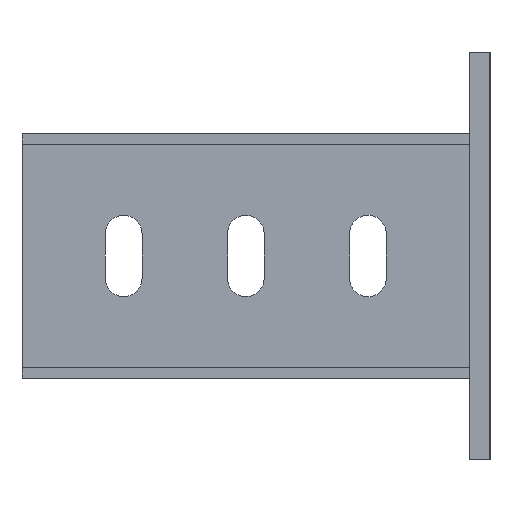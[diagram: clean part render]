
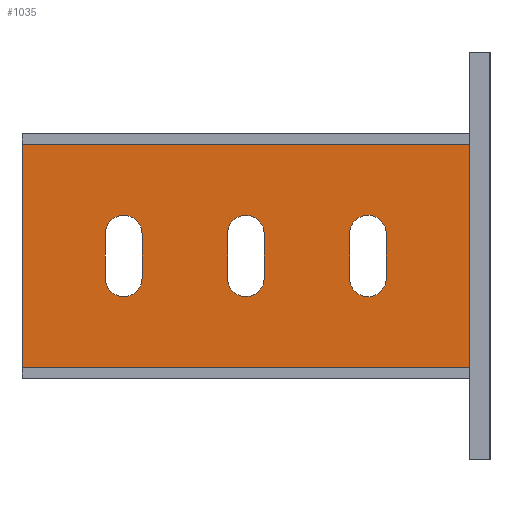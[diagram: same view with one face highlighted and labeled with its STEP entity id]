
A CAD part, left-side view. The second image highlights one B-rep face of the part: STEP entity #1035.
In plain terms, the highlighted planar face has unit normal (-1, 0, 0).
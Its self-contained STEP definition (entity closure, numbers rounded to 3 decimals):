
#26 = CARTESIAN_POINT ( 'NONE',  ( 17.5, 85.5, -5.5 ) ) ;
#32 = LINE ( 'NONE', #1139, #1774 ) ;
#43 = PLANE ( 'NONE',  #2033 ) ;
#76 = DIRECTION ( 'NONE',  ( 0., 0., -1. ) ) ;
#78 = DIRECTION ( 'NONE',  ( 0., 0., -1. ) ) ;
#88 = ORIENTED_EDGE ( 'NONE', *, *, #2329, .F. ) ;
#96 = CARTESIAN_POINT ( 'NONE',  ( 17.5, 55.5, 5.5 ) ) ;
#124 = ORIENTED_EDGE ( 'NONE', *, *, #1547, .F. ) ;
#126 = AXIS2_PLACEMENT_3D ( 'NONE', #1815, #756, #1995 ) ;
#156 = DIRECTION ( 'NONE',  ( 0., -1., 0. ) ) ;
#183 = CIRCLE ( 'NONE', #126, 4.5 ) ;
#194 = FACE_BOUND ( 'NONE', #930, .T. ) ;
#227 = DIRECTION ( 'NONE',  ( 0., 0., -1. ) ) ;
#233 = VERTEX_POINT ( 'NONE', #312 ) ;
#266 = CARTESIAN_POINT ( 'NONE',  ( 17.5, 30., -5.5 ) ) ;
#268 = CIRCLE ( 'NONE', #362, 4.5 ) ;
#291 = VERTEX_POINT ( 'NONE', #1923 ) ;
#300 = CIRCLE ( 'NONE', #638, 4.5 ) ;
#312 = CARTESIAN_POINT ( 'NONE',  ( 17.5, 5., -27.5 ) ) ;
#353 = VECTOR ( 'NONE', #419, 1000. ) ;
#362 = AXIS2_PLACEMENT_3D ( 'NONE', #2215, #1150, #76 ) ;
#370 = ORIENTED_EDGE ( 'NONE', *, *, #633, .T. ) ;
#397 = CARTESIAN_POINT ( 'NONE',  ( 17.5, 115., -27.5 ) ) ;
#415 = CARTESIAN_POINT ( 'NONE',  ( 17.5, 34.5, 5.5 ) ) ;
#416 = CARTESIAN_POINT ( 'NONE',  ( 17.5, 64.5, 5.5 ) ) ;
#419 = DIRECTION ( 'NONE',  ( 0., 0., 1. ) ) ;
#446 = LINE ( 'NONE', #1875, #2292 ) ;
#448 = DIRECTION ( 'NONE',  ( 0., 0., -1. ) ) ;
#455 = VERTEX_POINT ( 'NONE', #669 ) ;
#470 = DIRECTION ( 'NONE',  ( -1., 0., 0. ) ) ;
#478 = VECTOR ( 'NONE', #78, 1000. ) ;
#489 = CARTESIAN_POINT ( 'NONE',  ( 17.5, 90., 5.5 ) ) ;
#509 = ORIENTED_EDGE ( 'NONE', *, *, #1868, .F. ) ;
#530 = DIRECTION ( 'NONE',  ( 0., 0., 1. ) ) ;
#543 = EDGE_CURVE ( 'NONE', #1037, #1248, #1888, .T. ) ;
#554 = VERTEX_POINT ( 'NONE', #415 ) ;
#556 = LINE ( 'NONE', #416, #1565 ) ;
#582 = CARTESIAN_POINT ( 'NONE',  ( 17.5, 115., -27.5 ) ) ;
#588 = VERTEX_POINT ( 'NONE', #1837 ) ;
#628 = EDGE_CURVE ( 'NONE', #1612, #1517, #32, .T. ) ;
#633 = EDGE_CURVE ( 'NONE', #233, #1926, #843, .T. ) ;
#638 = AXIS2_PLACEMENT_3D ( 'NONE', #266, #1510, #448 ) ;
#645 = VECTOR ( 'NONE', #530, 1000. ) ;
#656 = VERTEX_POINT ( 'NONE', #2031 ) ;
#665 = EDGE_LOOP ( 'NONE', ( #370, #124, #2326, #1310 ) ) ;
#669 = CARTESIAN_POINT ( 'NONE',  ( 17.5, 94.5, -5.5 ) ) ;
#671 = DIRECTION ( 'NONE',  ( 0., 0., -1. ) ) ;
#673 = EDGE_CURVE ( 'NONE', #1946, #588, #1305, .T. ) ;
#746 = EDGE_CURVE ( 'NONE', #455, #975, #183, .T. ) ;
#756 = DIRECTION ( 'NONE',  ( -1., 0., 0. ) ) ;
#765 = ORIENTED_EDGE ( 'NONE', *, *, #1054, .F. ) ;
#769 = VERTEX_POINT ( 'NONE', #1631 ) ;
#836 = VECTOR ( 'NONE', #1705, 1000. ) ;
#843 = LINE ( 'NONE', #2202, #353 ) ;
#892 = AXIS2_PLACEMENT_3D ( 'NONE', #489, #1734, #671 ) ;
#902 = DIRECTION ( 'NONE',  ( -1., 0., 0. ) ) ;
#905 = EDGE_CURVE ( 'NONE', #1037, #233, #1695, .T. ) ;
#930 = EDGE_LOOP ( 'NONE', ( #765, #1343, #1540, #2183 ) ) ;
#956 = DIRECTION ( 'NONE',  ( 0., 0., 1. ) ) ;
#964 = VERTEX_POINT ( 'NONE', #1107 ) ;
#975 = VERTEX_POINT ( 'NONE', #26 ) ;
#1035 = ADVANCED_FACE ( 'NONE', ( #1609, #194, #2042, #2095 ), #43, .F. ) ;
#1037 = VERTEX_POINT ( 'NONE', #582 ) ;
#1054 = EDGE_CURVE ( 'NONE', #2054, #964, #556, .T. ) ;
#1107 = CARTESIAN_POINT ( 'NONE',  ( 17.5, 64.5, -5.5 ) ) ;
#1131 = CIRCLE ( 'NONE', #1238, 4.5 ) ;
#1139 = CARTESIAN_POINT ( 'NONE',  ( 17.5, 55.5, 5.5 ) ) ;
#1150 = DIRECTION ( 'NONE',  ( -1., 0., 0. ) ) ;
#1184 = CARTESIAN_POINT ( 'NONE',  ( 17.5, 85.5, 5.5 ) ) ;
#1216 = EDGE_CURVE ( 'NONE', #769, #291, #2000, .T. ) ;
#1228 = VECTOR ( 'NONE', #156, 1000. ) ;
#1238 = AXIS2_PLACEMENT_3D ( 'NONE', #1961, #902, #2146 ) ;
#1248 = VERTEX_POINT ( 'NONE', #1606 ) ;
#1252 = LINE ( 'NONE', #1858, #1654 ) ;
#1263 = EDGE_CURVE ( 'NONE', #554, #656, #1952, .T. ) ;
#1296 = CIRCLE ( 'NONE', #1675, 4.5 ) ;
#1305 = CIRCLE ( 'NONE', #892, 4.5 ) ;
#1309 = DIRECTION ( 'NONE',  ( 1., 0., 0. ) ) ;
#1310 = ORIENTED_EDGE ( 'NONE', *, *, #905, .T. ) ;
#1343 = ORIENTED_EDGE ( 'NONE', *, *, #1861, .F. ) ;
#1353 = DIRECTION ( 'NONE',  ( 0., -1., 0. ) ) ;
#1361 = EDGE_LOOP ( 'NONE', ( #2010, #88, #2263, #1960 ) ) ;
#1413 = VECTOR ( 'NONE', #2206, 1000. ) ;
#1480 = CARTESIAN_POINT ( 'NONE',  ( 17.5, 115., -27.5 ) ) ;
#1510 = DIRECTION ( 'NONE',  ( -1., 0., 0. ) ) ;
#1517 = VERTEX_POINT ( 'NONE', #96 ) ;
#1532 = CARTESIAN_POINT ( 'NONE',  ( 17.5, 60., 5.5 ) ) ;
#1540 = ORIENTED_EDGE ( 'NONE', *, *, #628, .F. ) ;
#1547 = EDGE_CURVE ( 'NONE', #1248, #1926, #446, .T. ) ;
#1565 = VECTOR ( 'NONE', #1839, 1000. ) ;
#1606 = CARTESIAN_POINT ( 'NONE',  ( 17.5, 115., 27.5 ) ) ;
#1609 = FACE_BOUND ( 'NONE', #1361, .T. ) ;
#1612 = VERTEX_POINT ( 'NONE', #1828 ) ;
#1631 = CARTESIAN_POINT ( 'NONE',  ( 17.5, 25.5, -5.5 ) ) ;
#1654 = VECTOR ( 'NONE', #2032, 1000. ) ;
#1675 = AXIS2_PLACEMENT_3D ( 'NONE', #1532, #470, #1709 ) ;
#1695 = LINE ( 'NONE', #1872, #1228 ) ;
#1704 = EDGE_CURVE ( 'NONE', #964, #1612, #268, .T. ) ;
#1705 = DIRECTION ( 'NONE',  ( 0., 0., 1. ) ) ;
#1709 = DIRECTION ( 'NONE',  ( 0., 0., -1. ) ) ;
#1729 = ORIENTED_EDGE ( 'NONE', *, *, #746, .F. ) ;
#1734 = DIRECTION ( 'NONE',  ( -1., 0., 0. ) ) ;
#1763 = ORIENTED_EDGE ( 'NONE', *, *, #2288, .F. ) ;
#1764 = LINE ( 'NONE', #1184, #836 ) ;
#1770 = ORIENTED_EDGE ( 'NONE', *, *, #673, .F. ) ;
#1774 = VECTOR ( 'NONE', #956, 1000. ) ;
#1815 = CARTESIAN_POINT ( 'NONE',  ( 17.5, 90., -5.5 ) ) ;
#1828 = CARTESIAN_POINT ( 'NONE',  ( 17.5, 55.5, -5.5 ) ) ;
#1835 = CARTESIAN_POINT ( 'NONE',  ( 17.5, 64.5, 5.5 ) ) ;
#1837 = CARTESIAN_POINT ( 'NONE',  ( 17.5, 94.5, 5.5 ) ) ;
#1839 = DIRECTION ( 'NONE',  ( 0., 0., -1. ) ) ;
#1858 = CARTESIAN_POINT ( 'NONE',  ( 17.5, 94.5, 5.5 ) ) ;
#1861 = EDGE_CURVE ( 'NONE', #1517, #2054, #1296, .T. ) ;
#1868 = EDGE_CURVE ( 'NONE', #975, #1946, #1764, .T. ) ;
#1872 = CARTESIAN_POINT ( 'NONE',  ( 17.5, 115., -27.5 ) ) ;
#1875 = CARTESIAN_POINT ( 'NONE',  ( 17.5, 115., 27.5 ) ) ;
#1888 = LINE ( 'NONE', #1480, #1413 ) ;
#1919 = EDGE_LOOP ( 'NONE', ( #1763, #1770, #509, #1729 ) ) ;
#1923 = CARTESIAN_POINT ( 'NONE',  ( 17.5, 25.5, 5.5 ) ) ;
#1926 = VERTEX_POINT ( 'NONE', #2270 ) ;
#1946 = VERTEX_POINT ( 'NONE', #2090 ) ;
#1952 = LINE ( 'NONE', #2217, #478 ) ;
#1960 = ORIENTED_EDGE ( 'NONE', *, *, #2294, .F. ) ;
#1961 = CARTESIAN_POINT ( 'NONE',  ( 17.5, 30., 5.5 ) ) ;
#1995 = DIRECTION ( 'NONE',  ( 0., 0., -1. ) ) ;
#2000 = LINE ( 'NONE', #2142, #645 ) ;
#2010 = ORIENTED_EDGE ( 'NONE', *, *, #1263, .F. ) ;
#2031 = CARTESIAN_POINT ( 'NONE',  ( 17.5, 34.5, -5.5 ) ) ;
#2032 = DIRECTION ( 'NONE',  ( 0., 0., -1. ) ) ;
#2033 = AXIS2_PLACEMENT_3D ( 'NONE', #397, #1309, #227 ) ;
#2042 = FACE_BOUND ( 'NONE', #1919, .T. ) ;
#2054 = VERTEX_POINT ( 'NONE', #1835 ) ;
#2090 = CARTESIAN_POINT ( 'NONE',  ( 17.5, 85.5, 5.5 ) ) ;
#2095 = FACE_OUTER_BOUND ( 'NONE', #665, .T. ) ;
#2142 = CARTESIAN_POINT ( 'NONE',  ( 17.5, 25.5, 5.5 ) ) ;
#2146 = DIRECTION ( 'NONE',  ( 0., 0., -1. ) ) ;
#2183 = ORIENTED_EDGE ( 'NONE', *, *, #1704, .F. ) ;
#2202 = CARTESIAN_POINT ( 'NONE',  ( 17.5, 5., -27.5 ) ) ;
#2206 = DIRECTION ( 'NONE',  ( 0., 0., 1. ) ) ;
#2215 = CARTESIAN_POINT ( 'NONE',  ( 17.5, 60., -5.5 ) ) ;
#2217 = CARTESIAN_POINT ( 'NONE',  ( 17.5, 34.5, 5.5 ) ) ;
#2263 = ORIENTED_EDGE ( 'NONE', *, *, #1216, .F. ) ;
#2270 = CARTESIAN_POINT ( 'NONE',  ( 17.5, 5., 27.5 ) ) ;
#2288 = EDGE_CURVE ( 'NONE', #588, #455, #1252, .T. ) ;
#2292 = VECTOR ( 'NONE', #1353, 1000. ) ;
#2294 = EDGE_CURVE ( 'NONE', #656, #769, #300, .T. ) ;
#2326 = ORIENTED_EDGE ( 'NONE', *, *, #543, .F. ) ;
#2329 = EDGE_CURVE ( 'NONE', #291, #554, #1131, .T. ) ;
